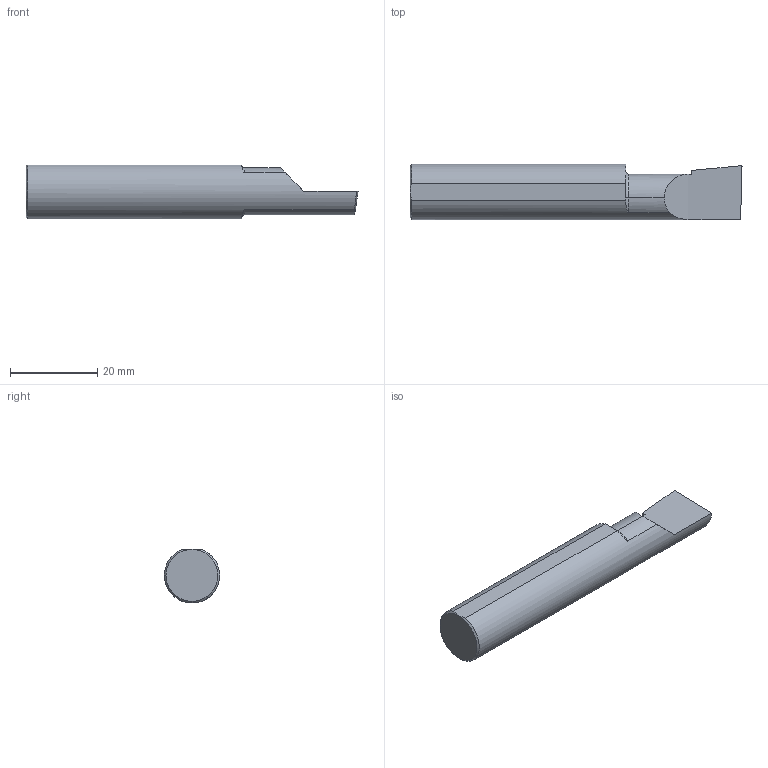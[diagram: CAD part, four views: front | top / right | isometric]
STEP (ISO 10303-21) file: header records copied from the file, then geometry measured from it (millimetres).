
FILE_DESCRIPTION (( 'STEP AP203' ), '1' );
FILE_NAME ('213705-B4901000R.STEP', '2024-04-17T17:26:14', ( '' ), ( '' ), 'SwSTEP 2.0', 'SolidWorks 2022', '' );
FILE_SCHEMA (( 'CONFIG_CONTROL_DESIGN' ));
Length unit declared in the file: inch
Products named in the file (1): 213705-B4901000R
Bounding box: 76.2 x 12.68 x 12.39 mm (x, y, z)
Volume: 7981.3 mm3; surface area: 3011.6 mm2
Topology: 1 solids, 1 shells, 24 faces, 63 edges, 41 vertices
Faces by surface type: plane 13, cylinder 6, torus 3, cone 2
Entity records: 850 total; most frequent: CARTESIAN_POINT 209, ORIENTED_EDGE 126, DIRECTION 111, EDGE_CURVE 63, VERTEX_POINT 41, AXIS2_PLACEMENT_3D 41, LINE 29, VECTOR 29
